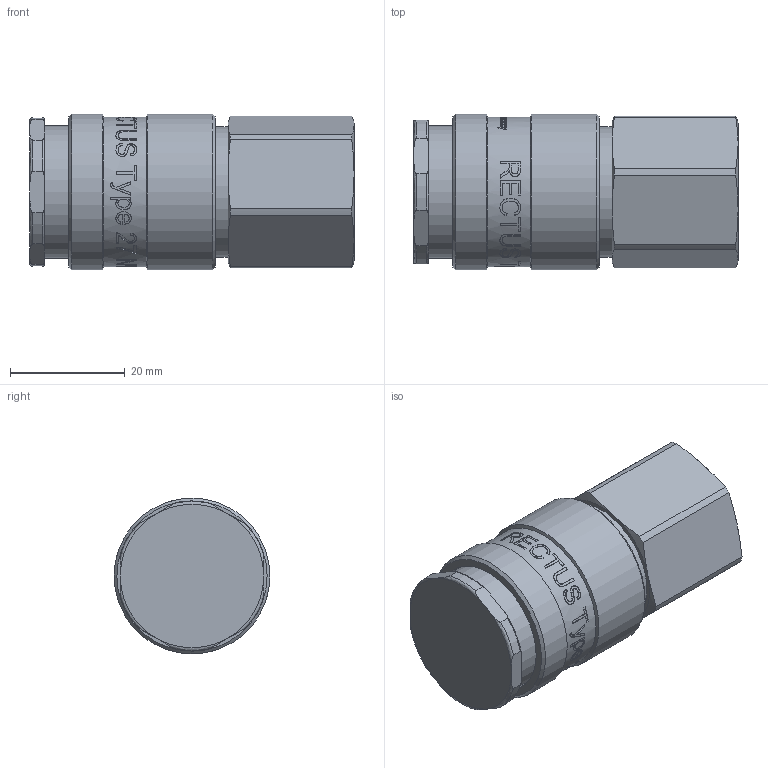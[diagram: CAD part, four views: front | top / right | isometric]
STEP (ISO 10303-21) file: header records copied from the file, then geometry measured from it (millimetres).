
FILE_DESCRIPTION((''),'2;1');
FILE_NAME('27kbiw21bpx.stp','2013-06-03T10:19:54',('IA176480'),(''),'Autodesk Inventor 2011','Autodesk Inventor 2011','');
FILE_SCHEMA(('AUTOMOTIVE_DESIGN { 1 0 10303 214 1 1 1 1 }'));
Length unit declared in the file: millimetre
Products named in the file (1): D106729
Bounding box: 56.45 x 27.15 x 27.15 mm (x, y, z)
Volume: 23982.1 mm3; surface area: 10609.9 mm2
Topology: 2 solids, 2 shells, 652 faces, 1741 edges, 1155 vertices
Faces by surface type: bspline 309, plane 226, cylinder 80, cone 25, torus 12
Full cylindrical faces by diameter (mm): 18 x1, 18.631 x1, 20 x1, 20.95 x1, 22.75 x1, 23.1 x1, 23.35 x1, 23.55 x1, 26 x1, 27.15 x2
Entity records: 88510 total; most frequent: CARTESIAN_POINT 74181, ORIENTED_EDGE 3416, DIRECTION 1713, EDGE_CURVE 1708, VERTEX_POINT 1147, B_SPLINE_CURVE_WITH_KNOTS 856, EDGE_LOOP 741, FACE_OUTER_BOUND 652
